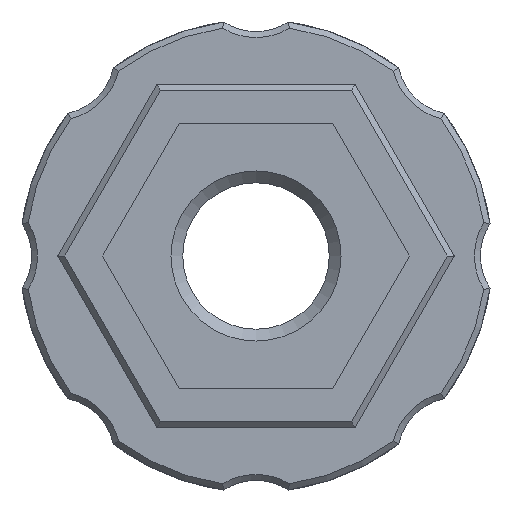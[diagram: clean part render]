
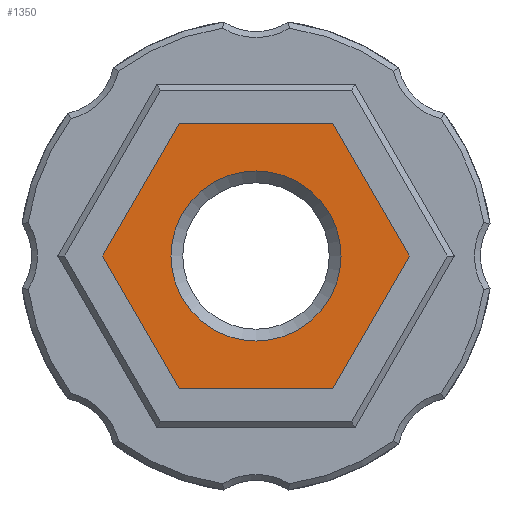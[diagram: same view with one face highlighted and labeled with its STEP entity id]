
A CAD part, left-side view. The second image highlights one B-rep face of the part: STEP entity #1350.
In plain terms, the highlighted planar face has unit normal (-1, 0, 0).
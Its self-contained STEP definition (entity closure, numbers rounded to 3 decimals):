
#172=LINE('',#2262,#242);
#173=LINE('',#2265,#243);
#174=LINE('',#2267,#244);
#175=LINE('',#2269,#245);
#176=LINE('',#2271,#246);
#177=LINE('',#2273,#247);
#242=VECTOR('',#1767,1000.);
#243=VECTOR('',#1768,1000.);
#244=VECTOR('',#1769,1000.);
#245=VECTOR('',#1770,1000.);
#246=VECTOR('',#1771,1000.);
#247=VECTOR('',#1772,1000.);
#389=ORIENTED_EDGE('',*,*,#791,.T.);
#390=ORIENTED_EDGE('',*,*,#792,.T.);
#391=ORIENTED_EDGE('',*,*,#793,.T.);
#392=ORIENTED_EDGE('',*,*,#794,.T.);
#393=ORIENTED_EDGE('',*,*,#795,.T.);
#394=ORIENTED_EDGE('',*,*,#796,.T.);
#395=ORIENTED_EDGE('',*,*,#797,.T.);
#791=EDGE_CURVE('',#985,#985,#1091,.F.);
#792=EDGE_CURVE('',#986,#987,#172,.T.);
#793=EDGE_CURVE('',#987,#988,#173,.T.);
#794=EDGE_CURVE('',#988,#989,#174,.T.);
#795=EDGE_CURVE('',#989,#990,#175,.T.);
#796=EDGE_CURVE('',#990,#991,#176,.T.);
#797=EDGE_CURVE('',#991,#986,#177,.T.);
#985=VERTEX_POINT('',#2261);
#986=VERTEX_POINT('',#2263);
#987=VERTEX_POINT('',#2264);
#988=VERTEX_POINT('',#2266);
#989=VERTEX_POINT('',#2268);
#990=VERTEX_POINT('',#2270);
#991=VERTEX_POINT('',#2272);
#1091=CIRCLE('',#1496,3.6);
#1141=EDGE_LOOP('',(#389));
#1142=EDGE_LOOP('',(#390,#391,#392,#393,#394,#395));
#1235=FACE_BOUND('',#1141,.T.);
#1236=FACE_BOUND('',#1142,.T.);
#1312=PLANE('',#1495);
#1350=ADVANCED_FACE('',(#1235,#1236),#1312,.T.);
#1495=AXIS2_PLACEMENT_3D('',#2259,#1763,#1764);
#1496=AXIS2_PLACEMENT_3D('',#2260,#1765,#1766);
#1763=DIRECTION('',(-1.,0.,0.));
#1764=DIRECTION('',(0.,-1.,0.));
#1765=DIRECTION('',(-1.,0.,0.));
#1766=DIRECTION('',(0.,-1.,0.));
#1767=DIRECTION('',(0.,-0.5,0.866));
#1768=DIRECTION('',(0.,0.5,0.866));
#1769=DIRECTION('',(0.,1.,0.));
#1770=DIRECTION('',(0.,0.5,-0.866));
#1771=DIRECTION('',(0.,-0.5,-0.866));
#1772=DIRECTION('',(0.,-1.,0.));
#2259=CARTESIAN_POINT('',(-27.131,-213.023,348.408));
#2260=CARTESIAN_POINT('',(-27.131,-190.639,240.908));
#2261=CARTESIAN_POINT('',(-27.131,-194.239,240.908));
#2262=CARTESIAN_POINT('',(-27.131,-195.511,238.096));
#2263=CARTESIAN_POINT('',(-27.131,-193.887,235.283));
#2264=CARTESIAN_POINT('',(-27.131,-197.134,240.908));
#2265=CARTESIAN_POINT('',(-27.131,-195.511,243.721));
#2266=CARTESIAN_POINT('',(-27.131,-193.887,246.533));
#2267=CARTESIAN_POINT('',(-27.131,-190.639,246.533));
#2268=CARTESIAN_POINT('',(-27.131,-187.392,246.533));
#2269=CARTESIAN_POINT('',(-27.131,-185.768,243.721));
#2270=CARTESIAN_POINT('',(-27.131,-184.144,240.908));
#2271=CARTESIAN_POINT('',(-27.131,-185.768,238.096));
#2272=CARTESIAN_POINT('',(-27.131,-187.392,235.283));
#2273=CARTESIAN_POINT('',(-27.131,-190.639,235.283));
